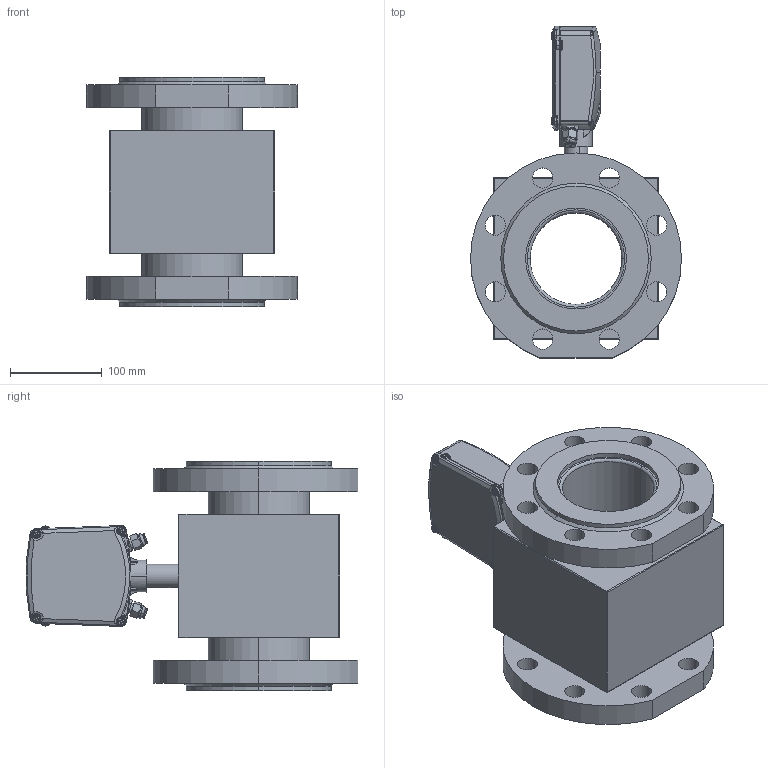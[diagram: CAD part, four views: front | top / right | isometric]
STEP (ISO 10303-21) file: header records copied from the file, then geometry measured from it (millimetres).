
FILE_DESCRIPTION (( 'STEP AP203' ), '1' );
FILE_NAME ('杬100.STEP', '2022-08-18T08:50:16', ( '' ), ( '' ), 'SwSTEP 2.0', 'SolidWorks 2014', '' );
FILE_SCHEMA (( 'CONFIG_CONTROL_DESIGN' ));
Length unit declared in the file: millimetre
Products named in the file (17): Êðûøêà íåïð. îðàíæ; Ãîëîâà ñáîðêà ñî ñòîéêîé; øóðóï; 杬100; 鐏鳧氀 100; ãèäðîââîä îñíîâàíèå; òðóáà100; ãàéêà1 äëÿ ãèäðîââîäà; 膰錪犩 100; ãèäðîââîä 2 ãàéêà; ãèäðîââîä çàãëóøêà; êîæóõ100; ãèäðîââîä ïðîêëàäêà; Òðóáà ñòîéêè; ãèäðîââîä ñáîðêà; Êîðïóñ-1 ïîä Ìå; 鏝鋋瘔 鼁闉罻
Assembly tree (22 placements, depth 5):
  杬100
    êîæóõ100
    Ãîëîâà ñáîðêà ñî ñòîéêîé
      Òðóáà ñòîéêè
      鏝鋋瘔 鼁闉罻
        Êîðïóñ-1 ïîä Ìå
        Êðûøêà íåïð. îðàíæ
        øóðóï  x4
        ãèäðîââîä ñáîðêà  x2
          ãèäðîââîä îñíîâàíèå
          ãàéêà1 äëÿ ãèäðîââîäà
          ãèäðîââîä 2 ãàéêà
          ãèäðîââîä çàãëóøêà
          ãèäðîââîä ïðîêëàäêà
    鐏鳧氀 100  x2
    òðóáà100
    膰錪犩 100  x2
Bounding box: 230 x 361.6 x 250 mm (x, y, z)
Volume: 5144312.2 mm3; surface area: 707752.8 mm2
Topology: 23 solids, 23 shells, 971 faces, 2451 edges, 1546 vertices
Faces by surface type: cylinder 377, plane 304, bspline 136, cone 83, torus 55, sphere 16
Entity records: 33009 total; most frequent: CARTESIAN_POINT 13379, ORIENTED_EDGE 3892, DIRECTION 3467, EDGE_CURVE 1946, AXIS2_PLACEMENT_3D 1388, VERTEX_POINT 1236, EDGE_LOOP 864, ADVANCED_FACE 768
